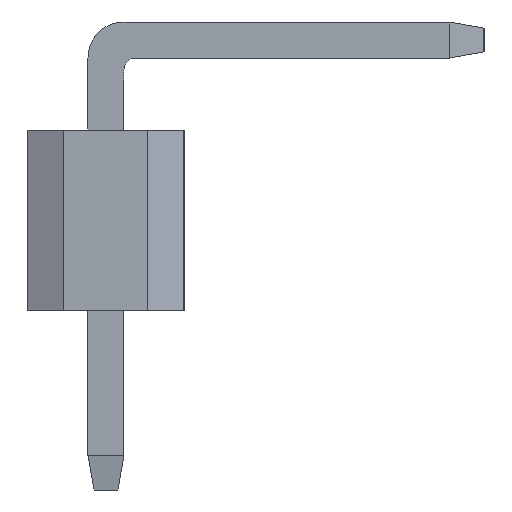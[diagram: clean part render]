
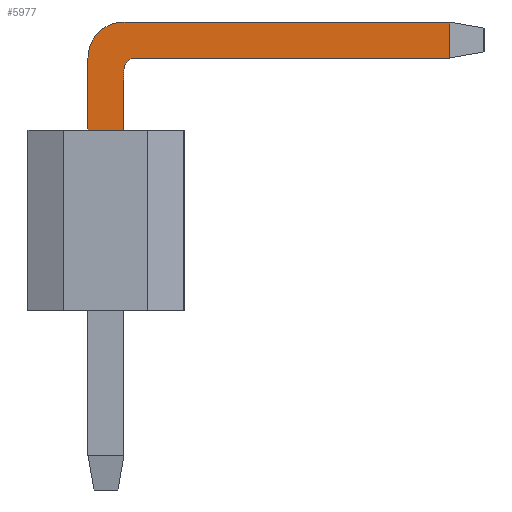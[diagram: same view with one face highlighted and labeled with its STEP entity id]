
A CAD part, left-side view. The second image highlights one B-rep face of the part: STEP entity #5977.
In plain terms, the highlighted planar face has unit normal (-1, 0, 0).
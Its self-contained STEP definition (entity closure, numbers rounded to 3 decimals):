
#73 = AXIS2_PLACEMENT_3D ( 'NONE', #6075, #6662, #336 ) ;
#324 = LINE ( 'NONE', #6524, #6993 ) ;
#336 = DIRECTION ( 'NONE',  ( 0., 0., 1. ) ) ;
#383 = CARTESIAN_POINT ( 'NONE',  ( -19.65, -0.15, 2.1 ) ) ;
#597 = LINE ( 'NONE', #1103, #2699 ) ;
#966 = CARTESIAN_POINT ( 'NONE',  ( -19.65, -0.15, 2. ) ) ;
#1004 = VERTEX_POINT ( 'NONE', #1407 ) ;
#1069 = VECTOR ( 'NONE', #2764, 1000. ) ;
#1103 = CARTESIAN_POINT ( 'NONE',  ( -19.65, -0.15, -1.5 ) ) ;
#1133 = DIRECTION ( 'NONE',  ( 0., 0., 1. ) ) ;
#1164 = CARTESIAN_POINT ( 'NONE',  ( -19.65, -0.15, 1.5 ) ) ;
#1407 = CARTESIAN_POINT ( 'NONE',  ( -19.65, -0.25, 2.1 ) ) ;
#1448 = EDGE_CURVE ( 'NONE', #3785, #5867, #6473, .T. ) ;
#1525 = CARTESIAN_POINT ( 'NONE',  ( -19.65, 0.15, 1.5 ) ) ;
#1543 = ORIENTED_EDGE ( 'NONE', *, *, #4650, .T. ) ;
#1699 = AXIS2_PLACEMENT_3D ( 'NONE', #6830, #2422, #1133 ) ;
#1815 = DIRECTION ( 'NONE',  ( 0., 0., 1. ) ) ;
#1912 = AXIS2_PLACEMENT_3D ( 'NONE', #5659, #5789, #7613 ) ;
#2008 = CARTESIAN_POINT ( 'NONE',  ( -19.65, 0.15, 2.4 ) ) ;
#2067 = ORIENTED_EDGE ( 'NONE', *, *, #7112, .T. ) ;
#2203 = CARTESIAN_POINT ( 'NONE',  ( -19.65, 0.15, 2.1 ) ) ;
#2277 = LINE ( 'NONE', #6722, #8133 ) ;
#2286 = ORIENTED_EDGE ( 'NONE', *, *, #7655, .T. ) ;
#2420 = DIRECTION ( 'NONE',  ( 0., -1., 0. ) ) ;
#2422 = DIRECTION ( 'NONE',  ( 1., 0., 0. ) ) ;
#2498 = LINE ( 'NONE', #2008, #7391 ) ;
#2548 = PLANE ( 'NONE',  #1912 ) ;
#2699 = VECTOR ( 'NONE', #1815, 1000. ) ;
#2764 = DIRECTION ( 'NONE',  ( 0., 0., -1. ) ) ;
#2868 = DIRECTION ( 'NONE',  ( 0., -1., 0. ) ) ;
#3001 = LINE ( 'NONE', #383, #3230 ) ;
#3125 = FACE_OUTER_BOUND ( 'NONE', #7419, .T. ) ;
#3206 = ORIENTED_EDGE ( 'NONE', *, *, #4822, .T. ) ;
#3230 = VECTOR ( 'NONE', #2420, 1000. ) ;
#3593 = EDGE_CURVE ( 'NONE', #5435, #4386, #2498, .T. ) ;
#3785 = VERTEX_POINT ( 'NONE', #2203 ) ;
#4386 = VERTEX_POINT ( 'NONE', #4593 ) ;
#4536 = DIRECTION ( 'NONE',  ( 0., 1., 0. ) ) ;
#4593 = CARTESIAN_POINT ( 'NONE',  ( -19.65, -0.15, 2.4 ) ) ;
#4650 = EDGE_CURVE ( 'NONE', #7302, #1004, #5282, .T. ) ;
#4822 = EDGE_CURVE ( 'NONE', #4386, #3785, #5126, .T. ) ;
#4956 = VERTEX_POINT ( 'NONE', #1164 ) ;
#5066 = ORIENTED_EDGE ( 'NONE', *, *, #6896, .T. ) ;
#5126 = CIRCLE ( 'NONE', #73, 0.3 ) ;
#5282 = CIRCLE ( 'NONE', #1699, 0.1 ) ;
#5302 = CARTESIAN_POINT ( 'NONE',  ( -19.65, 0.15, -1.5 ) ) ;
#5356 = EDGE_CURVE ( 'NONE', #5867, #4956, #324, .T. ) ;
#5435 = VERTEX_POINT ( 'NONE', #5565 ) ;
#5565 = CARTESIAN_POINT ( 'NONE',  ( -19.65, -2.866, 2.4 ) ) ;
#5659 = CARTESIAN_POINT ( 'NONE',  ( -19.65, 0., 0. ) ) ;
#5789 = DIRECTION ( 'NONE',  ( -1., 0., 0. ) ) ;
#5828 = ORIENTED_EDGE ( 'NONE', *, *, #5356, .T. ) ;
#5867 = VERTEX_POINT ( 'NONE', #1525 ) ;
#5977 = ADVANCED_FACE ( 'NONE', ( #3125 ), #2548, .T. ) ;
#6075 = CARTESIAN_POINT ( 'NONE',  ( -19.65, -0.15, 2.1 ) ) ;
#6296 = VERTEX_POINT ( 'NONE', #6983 ) ;
#6473 = LINE ( 'NONE', #5302, #1069 ) ;
#6524 = CARTESIAN_POINT ( 'NONE',  ( -19.65, 0.15, 1.5 ) ) ;
#6662 = DIRECTION ( 'NONE',  ( -1., 0., 0. ) ) ;
#6722 = CARTESIAN_POINT ( 'NONE',  ( -19.65, -2.866, 2.4 ) ) ;
#6830 = CARTESIAN_POINT ( 'NONE',  ( -19.65, -0.25, 2. ) ) ;
#6896 = EDGE_CURVE ( 'NONE', #6296, #5435, #2277, .T. ) ;
#6983 = CARTESIAN_POINT ( 'NONE',  ( -19.65, -2.866, 2.1 ) ) ;
#6993 = VECTOR ( 'NONE', #2868, 1000. ) ;
#7009 = ORIENTED_EDGE ( 'NONE', *, *, #3593, .T. ) ;
#7112 = EDGE_CURVE ( 'NONE', #4956, #7302, #597, .T. ) ;
#7302 = VERTEX_POINT ( 'NONE', #966 ) ;
#7391 = VECTOR ( 'NONE', #4536, 1000. ) ;
#7419 = EDGE_LOOP ( 'NONE', ( #7901, #5828, #2067, #1543, #2286, #5066, #7009, #3206 ) ) ;
#7613 = DIRECTION ( 'NONE',  ( 0., 0., 1. ) ) ;
#7655 = EDGE_CURVE ( 'NONE', #1004, #6296, #3001, .T. ) ;
#7886 = DIRECTION ( 'NONE',  ( 0., 0., 1. ) ) ;
#7901 = ORIENTED_EDGE ( 'NONE', *, *, #1448, .T. ) ;
#8133 = VECTOR ( 'NONE', #7886, 1000. ) ;
